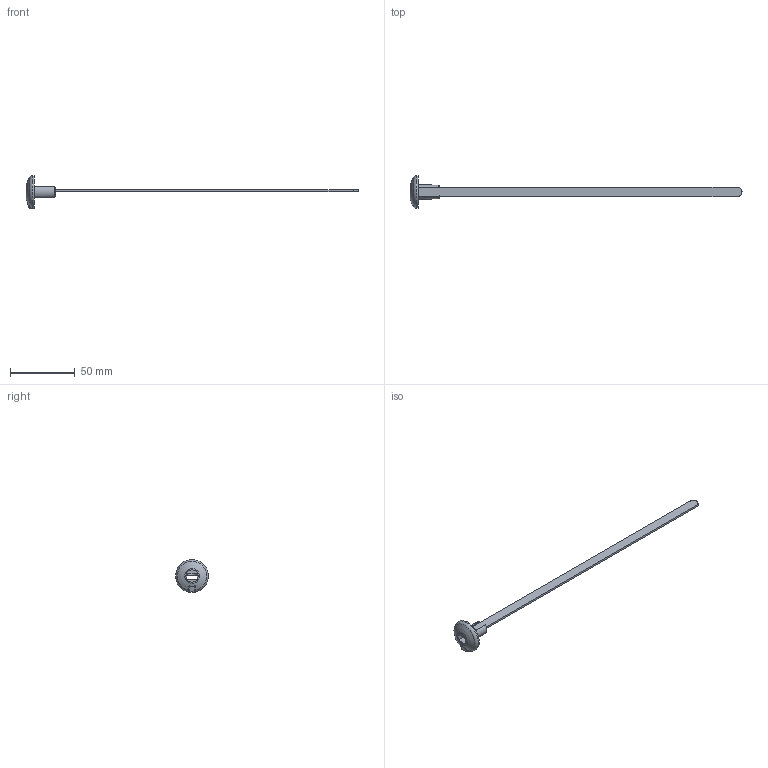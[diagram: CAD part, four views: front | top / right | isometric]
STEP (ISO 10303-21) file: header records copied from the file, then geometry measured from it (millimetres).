
FILE_DESCRIPTION(/* description */ (''),/* implementation_level */ '2;1');
FILE_NAME(/* name */ 'SSPM2.5HP.stp',/* time_stamp */ '2023-02-14T16:44:58-06:00',/* author */ (''),/* organization */ (''),/* preprocessor_version */ 'ST-DEVELOPER v16.7',/* originating_system */ 'SIEMENS PLM Software NX 1926',/* authorisation */ '');
FILE_SCHEMA (('AP203_CONFIGURATION_CONTROLLED_3D_DESIGN_OF_MECHANICAL_PARTS_AND_ASSEMBLIES_MIM_LF { 1 0 10303 403 2 1 2}'));
Length unit declared in the file: inch
Products named in the file (1): BWG57D428C82uk6
Bounding box: 256.54 x 25.4 x 25.4 mm (x, y, z)
Surface area: 6516.6 mm2 (no closed solid volume)
Topology: 0 solids, 6 shells, 40 faces, 197 edges, 239 vertices
Faces by surface type: plane 22, bspline 5, extrusion 4, sphere 3, cylinder 3, torus 2, cone 1
Entity records: 2474 total; most frequent: CARTESIAN_POINT 852, DIRECTION 225, ORIENTED_EDGE 198, EDGE_CURVE 109, STYLED_ITEM 85, PRESENTATION_STYLE_ASSIGNMENT 85, CURVE_STYLE 79, DRAUGHTING_PRE_DEFINED_CURVE_FONT 79
